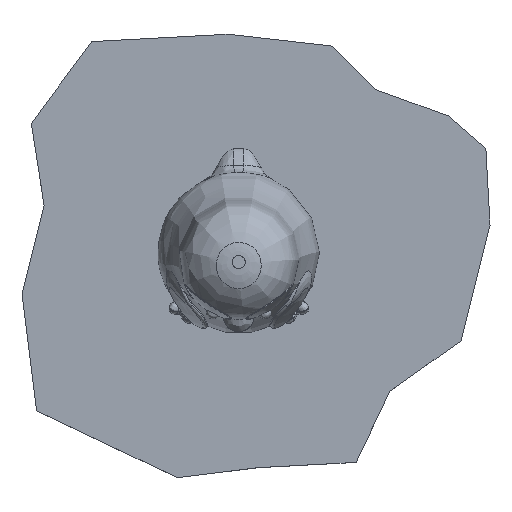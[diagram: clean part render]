
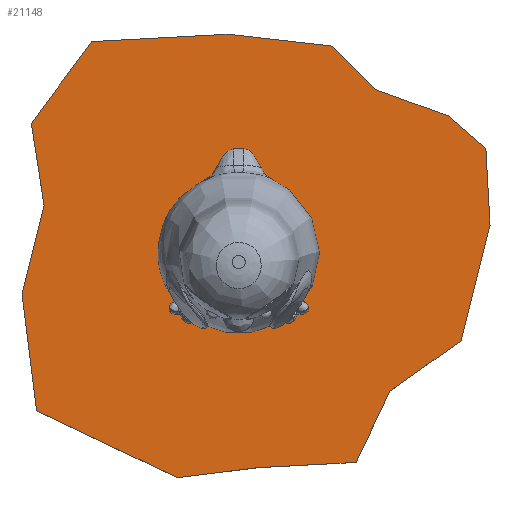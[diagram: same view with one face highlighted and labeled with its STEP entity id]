
A CAD part, top view. The second image highlights one B-rep face of the part: STEP entity #21148.
In plain terms, the highlighted free-form (B-spline) face has degree [1, 1] with [2, 2] control points.
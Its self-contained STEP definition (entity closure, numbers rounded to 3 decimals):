
#21148 = ADVANCED_FACE('',(#21149),#21263,.T.);
#21149 = FACE_BOUND('',#21150,.T.);
#21150 = EDGE_LOOP('',(#21151,#21160,#21167,#21174,#21181,#21188,#21195,
    #21202,#21209,#21216,#21223,#21230,#21237,#21244,#21251,#21258));
#21151 = ORIENTED_EDGE('',*,*,#21152,.T.);
#21152 = EDGE_CURVE('',#21153,#21155,#21157,.T.);
#21153 = VERTEX_POINT('',#21154);
#21154 = CARTESIAN_POINT('',(-5.213,111.825,
    25.756));
#21155 = VERTEX_POINT('',#21156);
#21156 = CARTESIAN_POINT('',(-71.256,108.255,
    25.756));
#21157 = B_SPLINE_CURVE_WITH_KNOTS('',1,(#21158,#21159),.UNSPECIFIED.,
  .F.,.F.,(2,2),(-66.856,0.),.PIECEWISE_BEZIER_KNOTS.);
#21158 = CARTESIAN_POINT('',(-5.213,111.825,
    25.756));
#21159 = CARTESIAN_POINT('',(-71.256,108.255,
    25.756));
#21160 = ORIENTED_EDGE('',*,*,#21161,.T.);
#21161 = EDGE_CURVE('',#21155,#21162,#21164,.T.);
#21162 = VERTEX_POINT('',#21163);
#21163 = CARTESIAN_POINT('',(-100.633,68.616,
    25.756));
#21164 = B_SPLINE_CURVE_WITH_KNOTS('',1,(#21165,#21166),.UNSPECIFIED.,
  .F.,.F.,(2,2),(-49.872,0.),.PIECEWISE_BEZIER_KNOTS.);
#21165 = CARTESIAN_POINT('',(-71.256,108.255,
    25.756));
#21166 = CARTESIAN_POINT('',(-100.633,68.616,
    25.756));
#21167 = ORIENTED_EDGE('',*,*,#21168,.T.);
#21168 = EDGE_CURVE('',#21162,#21169,#21171,.T.);
#21169 = VERTEX_POINT('',#21170);
#21170 = CARTESIAN_POINT('',(-94.426,28.93,
    25.756));
#21171 = B_SPLINE_CURVE_WITH_KNOTS('',1,(#21172,#21173),.UNSPECIFIED.,
  .F.,.F.,(2,2),(-40.603,0.),.PIECEWISE_BEZIER_KNOTS.);
#21172 = CARTESIAN_POINT('',(-100.633,68.616,
    25.756));
#21173 = CARTESIAN_POINT('',(-94.426,28.93,
    25.756));
#21174 = ORIENTED_EDGE('',*,*,#21175,.T.);
#21175 = EDGE_CURVE('',#21169,#21176,#21178,.T.);
#21176 = VERTEX_POINT('',#21177);
#21177 = CARTESIAN_POINT('',(-105.133,-13.914,
    25.756));
#21178 = B_SPLINE_CURVE_WITH_KNOTS('',1,(#21179,#21180),.UNSPECIFIED.,
  .F.,.F.,(2,2),(-44.64,0.),.PIECEWISE_BEZIER_KNOTS.);
#21179 = CARTESIAN_POINT('',(-94.426,28.93,
    25.756));
#21180 = CARTESIAN_POINT('',(-105.133,-13.914,
    25.756));
#21181 = ORIENTED_EDGE('',*,*,#21182,.T.);
#21182 = EDGE_CURVE('',#21176,#21183,#21185,.T.);
#21183 = VERTEX_POINT('',#21184);
#21184 = CARTESIAN_POINT('',(-98.08,-70.773,
    25.756));
#21185 = B_SPLINE_CURVE_WITH_KNOTS('',1,(#21186,#21187),.UNSPECIFIED.,
  .F.,.F.,(2,2),(-57.916,0.),
  .PIECEWISE_BEZIER_KNOTS.);
#21186 = CARTESIAN_POINT('',(-105.133,-13.914,
    25.756));
#21187 = CARTESIAN_POINT('',(-98.08,-70.773,
    25.756));
#21188 = ORIENTED_EDGE('',*,*,#21189,.T.);
#21189 = EDGE_CURVE('',#21183,#21190,#21192,.T.);
#21190 = VERTEX_POINT('',#21191);
#21191 = CARTESIAN_POINT('',(-29.865,-103.257,
    25.756));
#21192 = B_SPLINE_CURVE_WITH_KNOTS('',1,(#21193,#21194),.UNSPECIFIED.,
  .F.,.F.,(2,2),(-76.373,0.),.PIECEWISE_BEZIER_KNOTS.);
#21193 = CARTESIAN_POINT('',(-98.08,-70.773,
    25.756));
#21194 = CARTESIAN_POINT('',(-29.865,-103.257,
    25.756));
#21195 = ORIENTED_EDGE('',*,*,#21196,.T.);
#21196 = EDGE_CURVE('',#21190,#21197,#21199,.T.);
#21197 = VERTEX_POINT('',#21198);
#21198 = CARTESIAN_POINT('',(9.205,-98.41,
    25.756));
#21199 = B_SPLINE_CURVE_WITH_KNOTS('',1,(#21200,#21201),.UNSPECIFIED.,
  .F.,.F.,(2,2),(-39.795,0.),.PIECEWISE_BEZIER_KNOTS.);
#21200 = CARTESIAN_POINT('',(-29.865,-103.257,
    25.756));
#21201 = CARTESIAN_POINT('',(9.205,-98.41,
    25.756));
#21202 = ORIENTED_EDGE('',*,*,#21203,.T.);
#21203 = EDGE_CURVE('',#21197,#21204,#21206,.T.);
#21204 = VERTEX_POINT('',#21205);
#21205 = CARTESIAN_POINT('',(56.896,-95.833,
    25.756));
#21206 = B_SPLINE_CURVE_WITH_KNOTS('',1,(#21207,#21208),.UNSPECIFIED.,
  .F.,.F.,(2,2),(-48.278,0.),.PIECEWISE_BEZIER_KNOTS.);
#21207 = CARTESIAN_POINT('',(9.205,-98.41,
    25.756));
#21208 = CARTESIAN_POINT('',(56.896,-95.833,
    25.756));
#21209 = ORIENTED_EDGE('',*,*,#21210,.T.);
#21210 = EDGE_CURVE('',#21204,#21211,#21213,.T.);
#21211 = VERTEX_POINT('',#21212);
#21212 = CARTESIAN_POINT('',(73.258,-61.471,
    25.756));
#21213 = B_SPLINE_CURVE_WITH_KNOTS('',1,(#21214,#21215),.UNSPECIFIED.,
  .F.,.F.,(2,2),(-38.47,0.),.PIECEWISE_BEZIER_KNOTS.);
#21214 = CARTESIAN_POINT('',(56.896,-95.833,
    25.756));
#21215 = CARTESIAN_POINT('',(73.258,-61.471,
    25.756));
#21216 = ORIENTED_EDGE('',*,*,#21217,.T.);
#21217 = EDGE_CURVE('',#21211,#21218,#21220,.T.);
#21218 = VERTEX_POINT('',#21219);
#21219 = CARTESIAN_POINT('',(107.862,-36.758,
    25.756));
#21220 = B_SPLINE_CURVE_WITH_KNOTS('',1,(#21221,#21222),.UNSPECIFIED.,
  .F.,.F.,(2,2),(-42.983,0.),.PIECEWISE_BEZIER_KNOTS.);
#21221 = CARTESIAN_POINT('',(73.258,-61.471,
    25.756));
#21222 = CARTESIAN_POINT('',(107.862,-36.758,
    25.756));
#21223 = ORIENTED_EDGE('',*,*,#21224,.T.);
#21224 = EDGE_CURVE('',#21218,#21225,#21227,.T.);
#21225 = VERTEX_POINT('',#21226);
#21226 = CARTESIAN_POINT('',(121.867,19.281,
    25.756));
#21227 = B_SPLINE_CURVE_WITH_KNOTS('',1,(#21228,#21229),.UNSPECIFIED.,
  .F.,.F.,(2,2),(-58.388,0.),.PIECEWISE_BEZIER_KNOTS.);
#21228 = CARTESIAN_POINT('',(107.862,-36.758,
    25.756));
#21229 = CARTESIAN_POINT('',(121.867,19.281,
    25.756));
#21230 = ORIENTED_EDGE('',*,*,#21231,.T.);
#21231 = EDGE_CURVE('',#21225,#21232,#21234,.T.);
#21232 = VERTEX_POINT('',#21233);
#21233 = CARTESIAN_POINT('',(119.855,56.5,
    25.756));
#21234 = B_SPLINE_CURVE_WITH_KNOTS('',1,(#21235,#21236),.UNSPECIFIED.,
  .F.,.F.,(2,2),(-37.677,0.),.PIECEWISE_BEZIER_KNOTS.);
#21235 = CARTESIAN_POINT('',(121.867,19.281,
    25.756));
#21236 = CARTESIAN_POINT('',(119.855,56.5,
    25.756));
#21237 = ORIENTED_EDGE('',*,*,#21238,.T.);
#21238 = EDGE_CURVE('',#21232,#21239,#21241,.T.);
#21239 = VERTEX_POINT('',#21240);
#21240 = CARTESIAN_POINT('',(101.615,72.195,
    25.756));
#21241 = B_SPLINE_CURVE_WITH_KNOTS('',1,(#21242,#21243),.UNSPECIFIED.,
  .F.,.F.,(2,2),(-24.324,0.),.PIECEWISE_BEZIER_KNOTS.);
#21242 = CARTESIAN_POINT('',(119.855,56.5,
    25.756));
#21243 = CARTESIAN_POINT('',(101.615,72.195,
    25.756));
#21244 = ORIENTED_EDGE('',*,*,#21245,.T.);
#21245 = EDGE_CURVE('',#21239,#21246,#21248,.T.);
#21246 = VERTEX_POINT('',#21247);
#21247 = CARTESIAN_POINT('',(66.398,85.,
    25.756));
#21248 = B_SPLINE_CURVE_WITH_KNOTS('',1,(#21249,#21250),.UNSPECIFIED.,
  .F.,.F.,(2,2),(-37.879,0.),.PIECEWISE_BEZIER_KNOTS.);
#21249 = CARTESIAN_POINT('',(101.615,72.195,
    25.756));
#21250 = CARTESIAN_POINT('',(66.398,85.,
    25.756));
#21251 = ORIENTED_EDGE('',*,*,#21252,.T.);
#21252 = EDGE_CURVE('',#21246,#21253,#21255,.T.);
#21253 = VERTEX_POINT('',#21254);
#21254 = CARTESIAN_POINT('',(44.747,106.124,
    25.756));
#21255 = B_SPLINE_CURVE_WITH_KNOTS('',1,(#21256,#21257),.UNSPECIFIED.,
  .F.,.F.,(2,2),(-30.576,0.),.PIECEWISE_BEZIER_KNOTS.);
#21256 = CARTESIAN_POINT('',(66.398,85.,
    25.756));
#21257 = CARTESIAN_POINT('',(44.747,106.124,
    25.756));
#21258 = ORIENTED_EDGE('',*,*,#21259,.T.);
#21259 = EDGE_CURVE('',#21253,#21153,#21260,.T.);
#21260 = B_SPLINE_CURVE_WITH_KNOTS('',1,(#21261,#21262),.UNSPECIFIED.,
  .F.,.F.,(2,2),(-50.829,0.),.PIECEWISE_BEZIER_KNOTS.);
#21261 = CARTESIAN_POINT('',(44.747,106.124,
    25.756));
#21262 = CARTESIAN_POINT('',(-5.213,111.825,
    25.756));
#21263 = B_SPLINE_SURFACE_WITH_KNOTS('',1,1,(
    (#21264,#21265)
    ,(#21266,#21267
    )),.UNSPECIFIED.,.F.,.F.,.F.,(2,2),(2,2),(-114.729,
    114.729),(-108.705,108.705),
  .PIECEWISE_BEZIER_KNOTS.);
#21264 = CARTESIAN_POINT('',(-105.133,-103.257,
    25.756));
#21265 = CARTESIAN_POINT('',(-105.133,111.825,
    25.756));
#21266 = CARTESIAN_POINT('',(121.867,-103.257,
    25.756));
#21267 = CARTESIAN_POINT('',(121.867,111.825,
    25.756));
